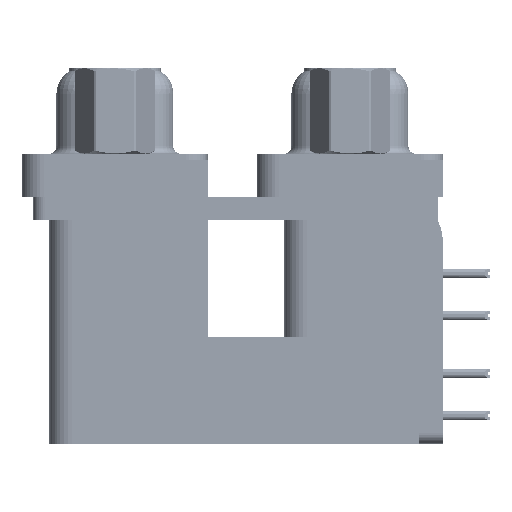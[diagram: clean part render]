
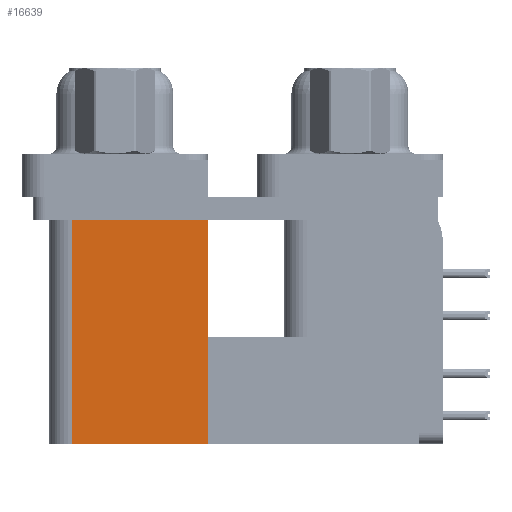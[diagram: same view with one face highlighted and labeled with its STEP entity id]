
A CAD part, left-side view. The second image highlights one B-rep face of the part: STEP entity #16639.
In plain terms, the highlighted planar face has unit normal (-1, 0, 0).
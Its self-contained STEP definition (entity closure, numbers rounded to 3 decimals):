
#121 = VECTOR ( 'NONE', #58382, 1000. ) ;
#1517 = CARTESIAN_POINT ( 'NONE',  ( 3.7, 18.8, -19.2 ) ) ;
#1606 = CARTESIAN_POINT ( 'NONE',  ( 3.7, 9.6, -19.2 ) ) ;
#3452 = LINE ( 'NONE', #13714, #52535 ) ;
#3703 = DIRECTION ( 'NONE',  ( 0., 1., 0. ) ) ;
#5302 = VERTEX_POINT ( 'NONE', #5585 ) ;
#5585 = CARTESIAN_POINT ( 'NONE',  ( 3.7, 18.8, -2.5 ) ) ;
#7594 = PLANE ( 'NONE',  #49695 ) ;
#8262 = DIRECTION ( 'NONE',  ( 0., 1., 0. ) ) ;
#8421 = EDGE_CURVE ( 'NONE', #9564, #53565, #14123, .T. ) ;
#8811 = LINE ( 'NONE', #38195, #121 ) ;
#9564 = VERTEX_POINT ( 'NONE', #1606 ) ;
#13714 = CARTESIAN_POINT ( 'NONE',  ( 3.7, 18.8, -19.2 ) ) ;
#14123 = LINE ( 'NONE', #44163, #25531 ) ;
#16639 = ADVANCED_FACE ( 'NONE', ( #23768 ), #7594, .F. ) ;
#23768 = FACE_OUTER_BOUND ( 'NONE', #29770, .T. ) ;
#25531 = VECTOR ( 'NONE', #34241, 1000. ) ;
#28064 = DIRECTION ( 'NONE',  ( 1., 0., 0. ) ) ;
#28819 = EDGE_CURVE ( 'NONE', #58131, #5302, #3452, .T. ) ;
#29407 = ORIENTED_EDGE ( 'NONE', *, *, #38812, .T. ) ;
#29770 = EDGE_LOOP ( 'NONE', ( #29407, #64596, #48105, #43377 ) ) ;
#34241 = DIRECTION ( 'NONE',  ( 0., 0., 1. ) ) ;
#38195 = CARTESIAN_POINT ( 'NONE',  ( 3.7, 9.6, -19.2 ) ) ;
#38812 = EDGE_CURVE ( 'NONE', #53565, #5302, #47646, .T. ) ;
#43377 = ORIENTED_EDGE ( 'NONE', *, *, #8421, .T. ) ;
#43588 = CARTESIAN_POINT ( 'NONE',  ( 3.7, 9.6, -19.2 ) ) ;
#43754 = DIRECTION ( 'NONE',  ( 0., 0., 1. ) ) ;
#44163 = CARTESIAN_POINT ( 'NONE',  ( 3.7, 9.6, -19.2 ) ) ;
#47646 = LINE ( 'NONE', #63496, #62614 ) ;
#47742 = CARTESIAN_POINT ( 'NONE',  ( 3.7, 9.6, -2.5 ) ) ;
#48105 = ORIENTED_EDGE ( 'NONE', *, *, #61084, .F. ) ;
#49695 = AXIS2_PLACEMENT_3D ( 'NONE', #43588, #28064, #8262 ) ;
#52535 = VECTOR ( 'NONE', #43754, 1000. ) ;
#53565 = VERTEX_POINT ( 'NONE', #47742 ) ;
#58131 = VERTEX_POINT ( 'NONE', #1517 ) ;
#58382 = DIRECTION ( 'NONE',  ( 0., 1., 0. ) ) ;
#61084 = EDGE_CURVE ( 'NONE', #9564, #58131, #8811, .T. ) ;
#62614 = VECTOR ( 'NONE', #3703, 1000. ) ;
#63496 = CARTESIAN_POINT ( 'NONE',  ( 3.7, 9.6, -2.5 ) ) ;
#64596 = ORIENTED_EDGE ( 'NONE', *, *, #28819, .F. ) ;
